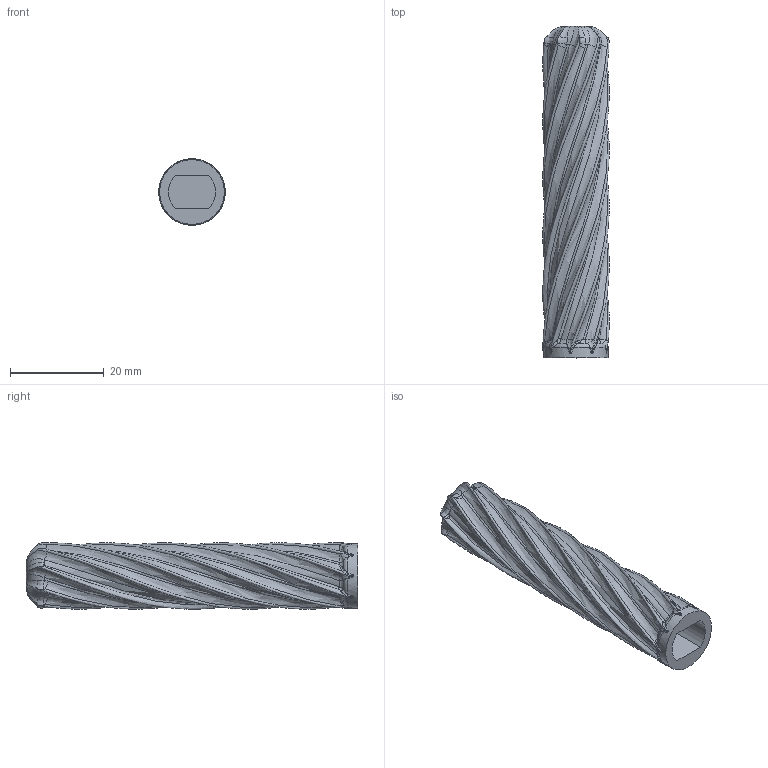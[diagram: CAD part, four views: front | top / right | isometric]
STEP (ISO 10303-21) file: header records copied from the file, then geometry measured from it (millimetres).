
FILE_DESCRIPTION(/* description */ (''),/* implementation_level */ '2;1');
FILE_NAME(/* name */ 'V0.0l.0-lemgthyiest-propeller-launcher-single.stp',/* time_stamp */ '2024-09-21T12:34:00+01:00',/* author */ ('iwheard'),/* organization */ (''),/* preprocessor_version */ 'ST-DEVELOPER v19',/* originating_system */ 'Autodesk Inventor 2023',/* authorisation */ '');
FILE_SCHEMA (('AUTOMOTIVE_DESIGN { 1 0 10303 214 3 1 1 }'));
Length unit declared in the file: millimetre
Products named in the file (1): lemgthyiest-propeller-launcher-single
Bounding box: 14.2 x 71 x 14.2 mm (x, y, z)
Volume: 7576.6 mm3; surface area: 4115.1 mm2
Topology: 1 solids, 1 shells, 198 faces, 514 edges, 285 vertices
Faces by surface type: bspline 163, torus 18, cylinder 12, plane 5
Full cylindrical faces by diameter (mm): 13.85 x1
Entity records: 12851 total; most frequent: CARTESIAN_POINT 9048, ORIENTED_EDGE 960, DIRECTION 503, EDGE_CURVE 480, VERTEX_POINT 285, B_SPLINE_CURVE_WITH_KNOTS 259, AXIS2_PLACEMENT_3D 247, CIRCLE 211
